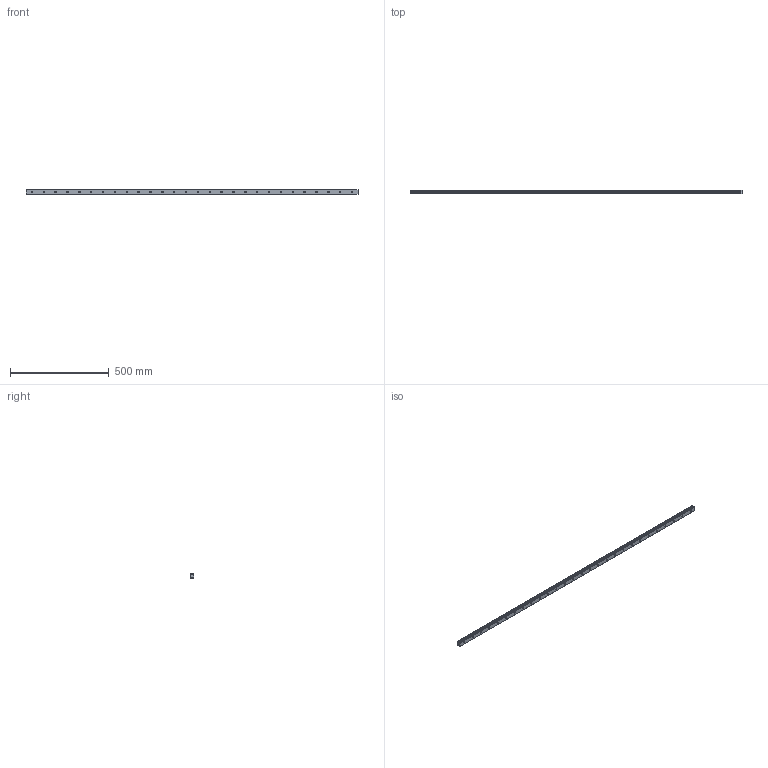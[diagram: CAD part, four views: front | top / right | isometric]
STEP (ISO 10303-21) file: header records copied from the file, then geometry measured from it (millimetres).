
FILE_DESCRIPTION (( 'STEP AP214' ), '1' );
FILE_NAME ('SHS25C1SS-1680L_G30_0_B-M6F_794_0_0_0_1.STEP', '2021-06-18T13:16:35', ( '' ), ( '' ), 'SwSTEP 2.0', 'SolidWorks 2021', '' );
FILE_SCHEMA (( 'AUTOMOTIVE_DESIGN' ));
Length unit declared in the file: millimetre
Products named in the file (2): SHS25C1SS-1680L_G30_0_B-M6F_794_0_0_0_1; _SHS25C168030 Track
Assembly tree (1 placements, depth 2):
  SHS25C1SS-1680L_G30_0_B-M6F_794_0_0_0_1
    _SHS25C168030 Track
Bounding box: 1680 x 20 x 23 mm (x, y, z)
Volume: 651519 mm3; surface area: 160439.1 mm2
Topology: 1 solids, 1 shells, 182 faces, 456 edges, 304 vertices
Faces by surface type: cylinder 138, plane 44
Entity records: 5774 total; most frequent: DIRECTION 1104, CARTESIAN_POINT 946, ORIENTED_EDGE 912, AXIS2_PLACEMENT_3D 462, EDGE_CURVE 456, VERTEX_POINT 304, CIRCLE 276, EDGE_LOOP 266
